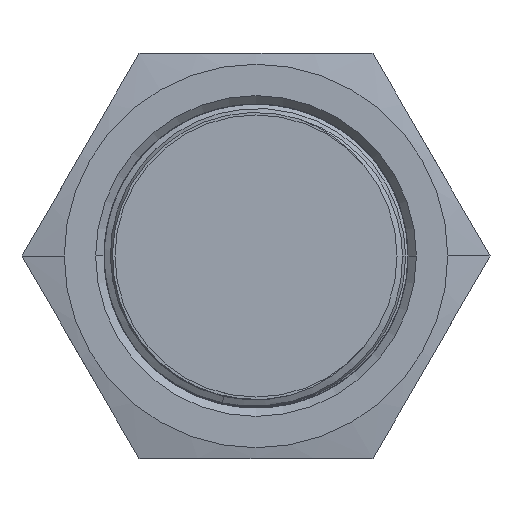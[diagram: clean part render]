
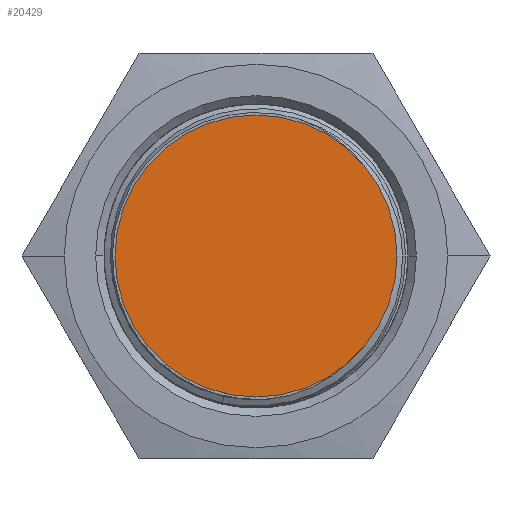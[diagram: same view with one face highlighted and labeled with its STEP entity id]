
A CAD part, left-side view. The second image highlights one B-rep face of the part: STEP entity #20429.
In plain terms, the highlighted planar face has unit normal (-1, 0, 0).
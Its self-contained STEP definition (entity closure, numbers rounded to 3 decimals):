
#20258=CARTESIAN_POINT('',(0.,0.,0.));
#20259=DIRECTION('',(-1.,0.,0.));
#20260=DIRECTION('',(0.,1.,0.));
#20261=AXIS2_PLACEMENT_3D('',#20258,#20259,#20260);
#20263=CARTESIAN_POINT('',(0.,0.,0.));
#20264=DIRECTION('',(1.,0.,0.));
#20265=DIRECTION('',(0.,1.,0.));
#20266=AXIS2_PLACEMENT_3D('',#20263,#20264,#20265);
#20277=CARTESIAN_POINT('',(0.,8.35,0.));
#20279=VERTEX_POINT('',#20277);
#20289=CARTESIAN_POINT('',(0.,-8.35,0.));
#20291=VERTEX_POINT('',#20289);
#20420=CARTESIAN_POINT('',(0.,0.,0.));
#20421=DIRECTION('',(1.,0.,0.));
#20422=DIRECTION('',(0.,-1.,0.));
#20423=AXIS2_PLACEMENT_3D('',#20420,#20421,#20422);
#20424=PLANE('',#20423);
#20425=ORIENTED_EDGE('',*,*,#20399,.F.);
#20426=ORIENTED_EDGE('',*,*,#20415,.T.);
#20427=EDGE_LOOP('',(#20425,#20426));
#20428=FACE_OUTER_BOUND('',#20427,.F.);
#20429=ADVANCED_FACE('',(#20428),#20424,.F.);
#20262=CIRCLE('',#20261,8.35);
#20267=CIRCLE('',#20266,8.35);
#20399=EDGE_CURVE('',#20279,#20291,#20262,.T.);
#20415=EDGE_CURVE('',#20279,#20291,#20267,.T.);
